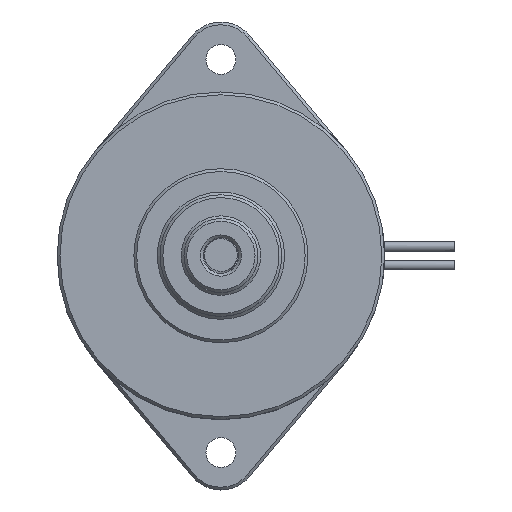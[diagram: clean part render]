
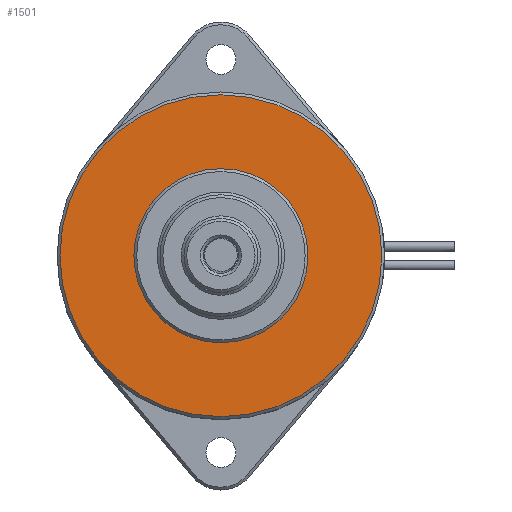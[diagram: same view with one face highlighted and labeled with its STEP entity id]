
A CAD part, top view. The second image highlights one B-rep face of the part: STEP entity #1501.
In plain terms, the highlighted planar face has unit normal (0, 0, 1).
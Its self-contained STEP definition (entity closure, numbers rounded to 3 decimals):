
#1358=CARTESIAN_POINT('',(13.176,-11.056,30.4));
#1359=VERTEX_POINT('',#1358);
#1360=CARTESIAN_POINT('',(0.,0.,30.4));
#1361=DIRECTION('',(0.0,0.0,-1.));
#1362=DIRECTION('',(-0.766,0.643,0.0));
#1363=AXIS2_PLACEMENT_3D('',#1360,#1361,#1362);
#1364=CIRCLE('',#1363,17.2);
#1365=EDGE_CURVE('',#1359,#1359,#1364,.T.);
#1482=CARTESIAN_POINT('',(0.,0.,30.4));
#1483=DIRECTION('',(0.0,0.0,-1.0));
#1484=DIRECTION('',(-1.0,0.0,0.0));
#1485=AXIS2_PLACEMENT_3D('',#1482,#1483,#1484);
#1486=PLANE('',#1485);
#1487=ORIENTED_EDGE('',*,*,#1365,.F.);
#1488=EDGE_LOOP('',(#1487));
#1489=FACE_OUTER_BOUND('',#1488,.T.);
#1490=CARTESIAN_POINT('',(9.3,0.,30.4));
#1491=VERTEX_POINT('',#1490);
#1492=CARTESIAN_POINT('',(0.,0.,30.4));
#1493=DIRECTION('',(0.0,0.0,-1.0));
#1494=DIRECTION('',(-1.0,0.0,0.0));
#1495=AXIS2_PLACEMENT_3D('',#1492,#1493,#1494);
#1496=CIRCLE('',#1495,9.3);
#1497=EDGE_CURVE('',#1491,#1491,#1496,.T.);
#1498=ORIENTED_EDGE('',*,*,#1497,.T.);
#1499=EDGE_LOOP('',(#1498));
#1500=FACE_BOUND('',#1499,.T.);
#1501=ADVANCED_FACE('',(#1489,#1500),#1486,.F.);
